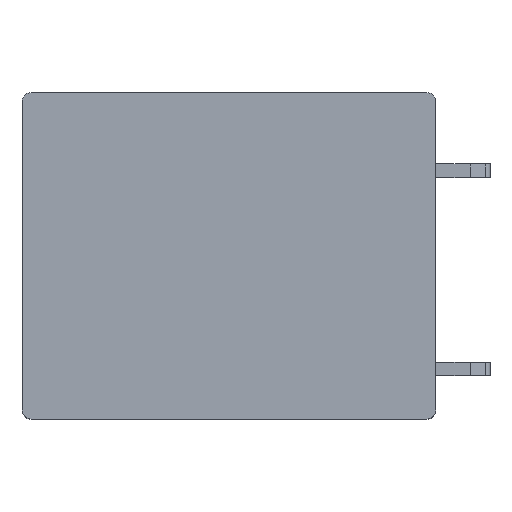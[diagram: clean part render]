
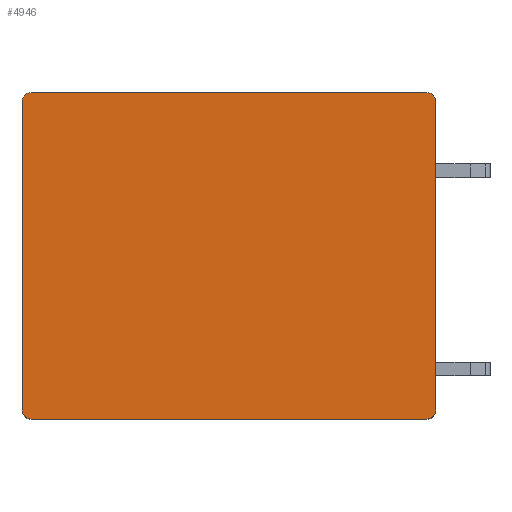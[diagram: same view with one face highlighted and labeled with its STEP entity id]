
A CAD part, top view. The second image highlights one B-rep face of the part: STEP entity #4946.
In plain terms, the highlighted planar face has unit normal (0, 0, 1).
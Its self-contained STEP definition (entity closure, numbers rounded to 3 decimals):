
#1845=CARTESIAN_POINT('',(-13.8,9.,15.));
#1846=DIRECTION('',(0.,0.,1.));
#1847=DIRECTION('',(0.,1.,0.));
#1848=AXIS2_PLACEMENT_3D('',#1845,#1846,#1847);
#1850=DIRECTION('',(-1.,0.,0.));
#1851=VECTOR('',#1850,29.9);
#1852=CARTESIAN_POINT('',(16.1,9.7,15.));
#1853=LINE('',#1852,#1851);
#1854=CARTESIAN_POINT('',(16.1,9.,15.));
#1855=DIRECTION('',(0.,0.,1.));
#1856=DIRECTION('',(1.,0.,0.));
#1857=AXIS2_PLACEMENT_3D('',#1854,#1855,#1856);
#1859=DIRECTION('',(0.,1.,0.));
#1860=VECTOR('',#1859,23.3);
#1861=CARTESIAN_POINT('',(16.8,-14.3,15.));
#1862=LINE('',#1861,#1860);
#1863=CARTESIAN_POINT('',(16.1,-14.3,15.));
#1864=DIRECTION('',(0.,0.,1.));
#1865=DIRECTION('',(0.,-1.,0.));
#1866=AXIS2_PLACEMENT_3D('',#1863,#1864,#1865);
#1868=DIRECTION('',(1.,0.,0.));
#1869=VECTOR('',#1868,29.9);
#1870=CARTESIAN_POINT('',(-13.8,-15.,15.));
#1871=LINE('',#1870,#1869);
#1872=CARTESIAN_POINT('',(-13.8,-14.3,15.));
#1873=DIRECTION('',(0.,0.,1.));
#1874=DIRECTION('',(-1.,0.,0.));
#1875=AXIS2_PLACEMENT_3D('',#1872,#1873,#1874);
#1877=DIRECTION('',(0.,-1.,0.));
#1878=VECTOR('',#1877,23.3);
#1879=CARTESIAN_POINT('',(-14.5,9.,15.));
#1880=LINE('',#1879,#1878);
#2329=CARTESIAN_POINT('',(-13.8,9.7,15.));
#2330=VERTEX_POINT('',#2329);
#2331=CARTESIAN_POINT('',(-14.5,9.,15.));
#2332=VERTEX_POINT('',#2331);
#2337=CARTESIAN_POINT('',(16.8,9.,15.));
#2338=VERTEX_POINT('',#2337);
#2339=CARTESIAN_POINT('',(16.1,9.7,15.));
#2340=VERTEX_POINT('',#2339);
#2345=CARTESIAN_POINT('',(-14.5,-14.3,15.));
#2346=VERTEX_POINT('',#2345);
#2347=CARTESIAN_POINT('',(-13.8,-15.,15.));
#2348=VERTEX_POINT('',#2347);
#2353=CARTESIAN_POINT('',(16.1,-15.,15.));
#2354=VERTEX_POINT('',#2353);
#2355=CARTESIAN_POINT('',(16.8,-14.3,15.));
#2356=VERTEX_POINT('',#2355);
#4931=CARTESIAN_POINT('',(0.,0.,15.));
#4932=DIRECTION('',(0.,0.,1.));
#4933=DIRECTION('',(1.,0.,0.));
#4934=AXIS2_PLACEMENT_3D('',#4931,#4932,#4933);
#4935=PLANE('',#4934);
#4936=ORIENTED_EDGE('',*,*,#2427,.F.);
#4937=ORIENTED_EDGE('',*,*,#2443,.F.);
#4938=ORIENTED_EDGE('',*,*,#2456,.F.);
#4939=ORIENTED_EDGE('',*,*,#2471,.F.);
#4940=ORIENTED_EDGE('',*,*,#3828,.F.);
#4941=ORIENTED_EDGE('',*,*,#3841,.F.);
#4942=ORIENTED_EDGE('',*,*,#4012,.F.);
#4943=ORIENTED_EDGE('',*,*,#4024,.F.);
#4944=EDGE_LOOP('',(#4936,#4937,#4938,#4939,#4940,#4941,#4942,#4943));
#4945=FACE_OUTER_BOUND('',#4944,.F.);
#1849=CIRCLE('',#1848,0.7);
#1858=CIRCLE('',#1857,0.7);
#1867=CIRCLE('',#1866,0.7);
#1876=CIRCLE('',#1875,0.7);
#2427=EDGE_CURVE('',#2330,#2332,#1849,.T.);
#2443=EDGE_CURVE('',#2340,#2330,#1853,.T.);
#2456=EDGE_CURVE('',#2338,#2340,#1858,.T.);
#2471=EDGE_CURVE('',#2356,#2338,#1862,.T.);
#3828=EDGE_CURVE('',#2354,#2356,#1867,.T.);
#3841=EDGE_CURVE('',#2348,#2354,#1871,.T.);
#4012=EDGE_CURVE('',#2346,#2348,#1876,.T.);
#4024=EDGE_CURVE('',#2332,#2346,#1880,.T.);
#4946=ADVANCED_FACE('',(#4945),#4935,.T.);
